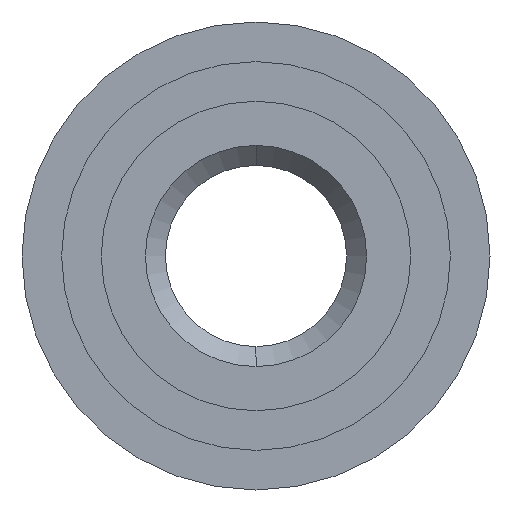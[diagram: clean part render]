
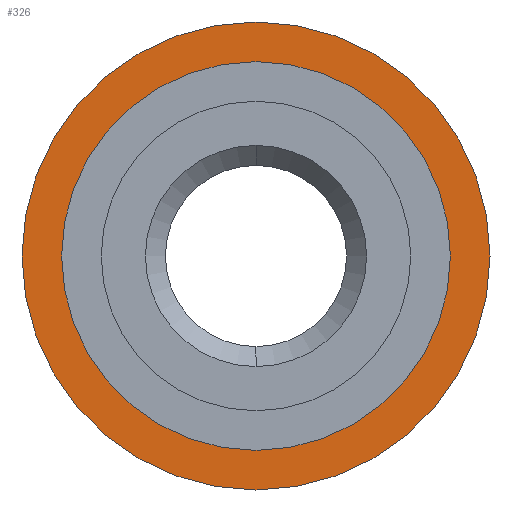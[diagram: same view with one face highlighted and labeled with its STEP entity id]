
A CAD part, left-side view. The second image highlights one B-rep face of the part: STEP entity #326.
In plain terms, the highlighted planar face has unit normal (-1, 0, 0).
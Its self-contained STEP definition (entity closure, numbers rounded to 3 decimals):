
#222=CARTESIAN_POINT('POINT15',(1.38,0.,2.638));
#223=VERTEX_POINT('VERTEX15',#222);
#230=CARTESIAN_POINT('POINT16',(1.38,0.,
   -2.638));
#231=VERTEX_POINT('VERTEX16',#230);
#232=CARTESIAN_POINT('POS23',(1.38,0.,0.))
   ;
#233=DIRECTION('DIR36',(1.,0.,0.));
#234=DIRECTION('DIR37',(0.,0.,1.));
#235=AXIS2_PLACEMENT_3D('AXIS14',#232,#233,#234);
#236=CIRCLE('ELLIPSE8',#235,2.638);
#237=EDGE_CURVE('EDGE24',#231,#223,#236,.T.);
#257=EDGE_CURVE('EDGE26',#223,#231,#236,.T.);
#302=ORIENTED_EDGE('COEDGE57',*,*,#257,.T.);
#303=ORIENTED_EDGE('COEDGE58',*,*,#237,.T.);
#304=EDGE_LOOP('NONE',(#302,#303));
#305=FACE_BOUND('LOOP1',#304,.T.);
#306=CARTESIAN_POINT('POINT19',(1.38,0.,
   3.175));
#307=VERTEX_POINT('VERTEX19',#306);
#308=CARTESIAN_POINT('POINT20',(1.38,0.,
   -3.175));
#309=VERTEX_POINT('VERTEX20',#308);
#310=CARTESIAN_POINT('POS30',(1.38,0.,0.))
   ;
#311=DIRECTION('DIR47',(1.,0.,0.));
#312=DIRECTION('DIR48',(0.,0.,
   1.));
#313=AXIS2_PLACEMENT_3D('AXIS18',#310,#311,#312);
#314=CIRCLE('ELLIPSE10',#313,3.175);
#315=EDGE_CURVE('EDGE31',#307,#309,#314,.T.);
#316=ORIENTED_EDGE('COEDGE59',*,*,#315,.F.);
#317=EDGE_CURVE('EDGE32',#309,#307,#314,.T.);
#318=ORIENTED_EDGE('COEDGE60',*,*,#317,.F.);
#319=EDGE_LOOP('NONE',(#316,#318));
#320=FACE_BOUND('LOOP1',#319,.T.);
#321=CARTESIAN_POINT('POS31',(1.38,0.,
   1.588));
#322=DIRECTION('DIR49',(-1.,0.,0.));
#323=DIRECTION('DIR50',(0.,1.,0.));
#324=AXIS2_PLACEMENT_3D('AXIS19',#321,#322,#323);
#325=PLANE('PLANE3',#324);
#326=ADVANCED_FACE('FACE15',(#305,#320),#325,.T.);
